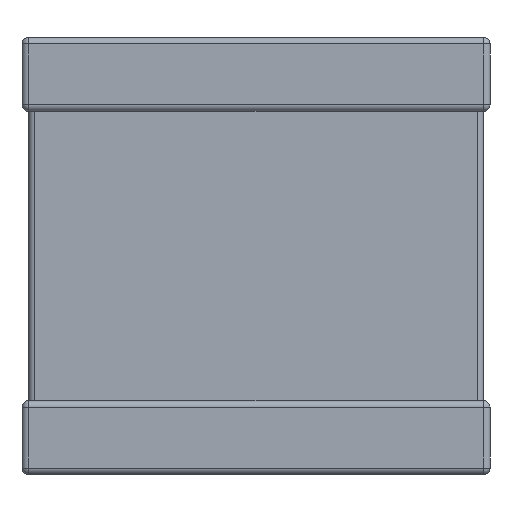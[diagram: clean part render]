
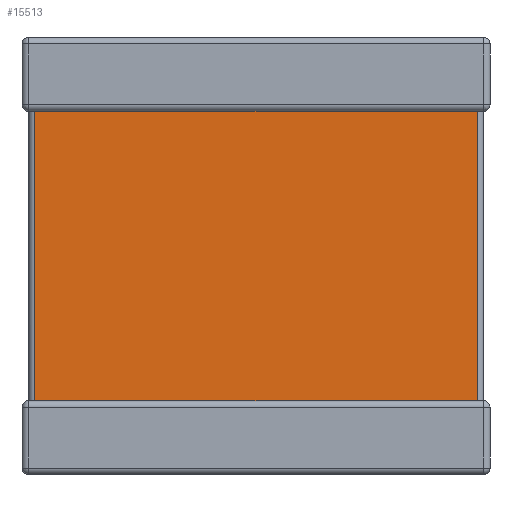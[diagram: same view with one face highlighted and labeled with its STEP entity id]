
A CAD part, left-side view. The second image highlights one B-rep face of the part: STEP entity #15513.
In plain terms, the highlighted planar face has unit normal (-1, 0, 0).
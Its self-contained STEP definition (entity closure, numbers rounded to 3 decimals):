
#308 = EDGE_CURVE ( 'NONE', #6221, #7300, #7535, .T. ) ;
#885 = LINE ( 'NONE', #11774, #6292 ) ;
#945 = EDGE_CURVE ( 'NONE', #8302, #6221, #885, .T. ) ;
#1078 = ORIENTED_EDGE ( 'NONE', *, *, #308, .T. ) ;
#1677 = DIRECTION ( 'NONE',  ( -1., 0., 0. ) ) ;
#3519 = VECTOR ( 'NONE', #10565, 1000. ) ;
#4062 = EDGE_CURVE ( 'NONE', #13770, #7300, #6373, .T. ) ;
#4379 = PLANE ( 'NONE',  #16320 ) ;
#4691 = DIRECTION ( 'NONE',  ( 0., 0., -1. ) ) ;
#5038 = CARTESIAN_POINT ( 'NONE',  ( 0.144, 0.289, -8.23 ) ) ;
#6221 = VERTEX_POINT ( 'NONE', #13674 ) ;
#6292 = VECTOR ( 'NONE', #9091, 1000. ) ;
#6373 = LINE ( 'NONE', #16128, #3519 ) ;
#7082 = CARTESIAN_POINT ( 'NONE',  ( 0.144, 0.289, -1.67 ) ) ;
#7300 = VERTEX_POINT ( 'NONE', #16572 ) ;
#7499 = VECTOR ( 'NONE', #4691, 1000. ) ;
#7535 = LINE ( 'NONE', #14466, #7499 ) ;
#8061 = CARTESIAN_POINT ( 'NONE',  ( 0.144, 0.289, -8.23 ) ) ;
#8302 = VERTEX_POINT ( 'NONE', #7082 ) ;
#9091 = DIRECTION ( 'NONE',  ( 0., 1., 0. ) ) ;
#9193 = LINE ( 'NONE', #5038, #16354 ) ;
#10565 = DIRECTION ( 'NONE',  ( 0., 1., 0. ) ) ;
#10575 = ORIENTED_EDGE ( 'NONE', *, *, #4062, .F. ) ;
#11774 = CARTESIAN_POINT ( 'NONE',  ( 0.144, 0., -1.67 ) ) ;
#12819 = EDGE_CURVE ( 'NONE', #13770, #8302, #9193, .T. ) ;
#13549 = ORIENTED_EDGE ( 'NONE', *, *, #12819, .T. ) ;
#13674 = CARTESIAN_POINT ( 'NONE',  ( 0.144, 10.311, -1.67 ) ) ;
#13710 = DIRECTION ( 'NONE',  ( 0., -1., 0. ) ) ;
#13770 = VERTEX_POINT ( 'NONE', #8061 ) ;
#14371 = ORIENTED_EDGE ( 'NONE', *, *, #945, .T. ) ;
#14466 = CARTESIAN_POINT ( 'NONE',  ( 0.144, 10.311, -8.23 ) ) ;
#15181 = FACE_OUTER_BOUND ( 'NONE', #15260, .T. ) ;
#15260 = EDGE_LOOP ( 'NONE', ( #10575, #13549, #14371, #1078 ) ) ;
#15513 = ADVANCED_FACE ( 'NONE', ( #15181 ), #4379, .T. ) ;
#15935 = DIRECTION ( 'NONE',  ( 0., 0., 1. ) ) ;
#16128 = CARTESIAN_POINT ( 'NONE',  ( 0.144, 0., -8.23 ) ) ;
#16320 = AXIS2_PLACEMENT_3D ( 'NONE', #16457, #1677, #13710 ) ;
#16354 = VECTOR ( 'NONE', #15935, 1000. ) ;
#16457 = CARTESIAN_POINT ( 'NONE',  ( 0.144, 0., -8.23 ) ) ;
#16572 = CARTESIAN_POINT ( 'NONE',  ( 0.144, 10.311, -8.23 ) ) ;
